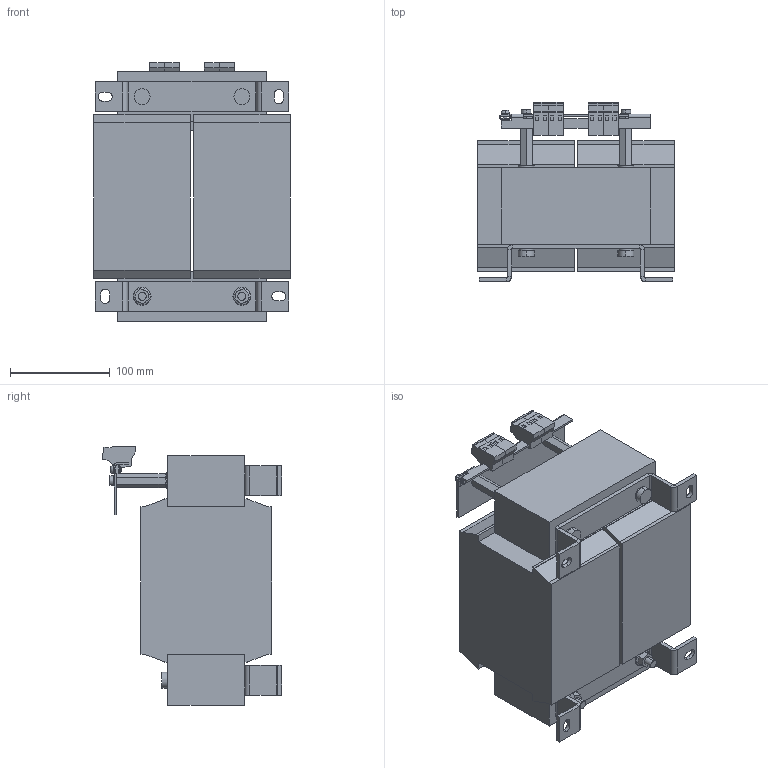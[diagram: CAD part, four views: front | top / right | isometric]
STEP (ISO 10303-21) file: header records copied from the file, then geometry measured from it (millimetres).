
FILE_DESCRIPTION (( 'STEP AP214' ), '1' );
FILE_NAME ('267676.STEP', '2025-06-16T12:46:59', ( '' ), ( '' ), 'SwSTEP 2.0', 'SolidWorks 2022', '' );
FILE_SCHEMA (( 'AUTOMOTIVE_DESIGN' ));
Length unit declared in the file: millimetre
Products named in the file (1): 267676
Bounding box: 196.5 x 179.4 x 259 mm (x, y, z)
Volume: 5120061.2 mm3; surface area: 309494.5 mm2
Topology: 1 solids, 1 shells, 519 faces, 1260 edges, 785 vertices
Faces by surface type: plane 405, cylinder 94, cone 14, torus 6
Entity records: 15284 total; most frequent: CARTESIAN_POINT 3049, ORIENTED_EDGE 2516, DIRECTION 2462, EDGE_CURVE 1258, LINE 974, VECTOR 974, VERTEX_POINT 785, AXIS2_PLACEMENT_3D 744
